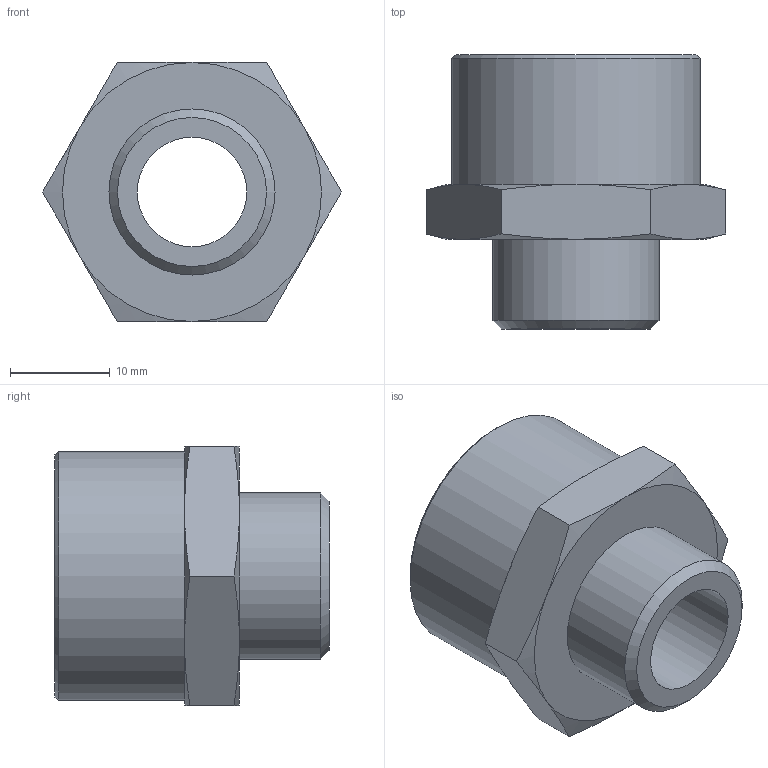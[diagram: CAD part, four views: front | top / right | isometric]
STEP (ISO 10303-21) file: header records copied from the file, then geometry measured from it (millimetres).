
FILE_DESCRIPTION(/* description */ ('STEP AP214'),/* implementation_level */ '2;1');
FILE_NAME(/* name */ '8030318_NPFC-R-G12-G38-FM',/* time_stamp */ '2024-09-10T03:11:22+02:00',/* author */ ('License CC BY-ND 4.0'),/* organization */ ('CADENAS'),/* preprocessor_version */ 'ST-DEVELOPER v19.3',/* originating_system */ 'PARTsolutions',/* authorisation */ ' ');
FILE_SCHEMA (('AUTOMOTIVE_DESIGN {1 0 10303 214 3 1 1}'));
Length unit declared in the file: millimetre
Products named in the file (1): 8030318 NPFC-R-G12-G38-FM
Bounding box: 30.02 x 27.5 x 26 mm (x, y, z)
Volume: 6227.1 mm3; surface area: 4123.5 mm2
Topology: 1 solids, 1 shells, 30 faces, 61 edges, 35 vertices
Faces by surface type: cone 16, plane 10, cylinder 4
Full cylindrical faces by diameter (mm): 11 x1, 16.662 x1, 18.631 x1, 25 x1
Entity records: 790 total; most frequent: CARTESIAN_POINT 191, DIRECTION 114, ORIENTED_EDGE 106, AXIS2_PLACEMENT_3D 54, EDGE_CURVE 53, EDGE_LOOP 42, FACE_BOUND 42, VERTEX_POINT 35
